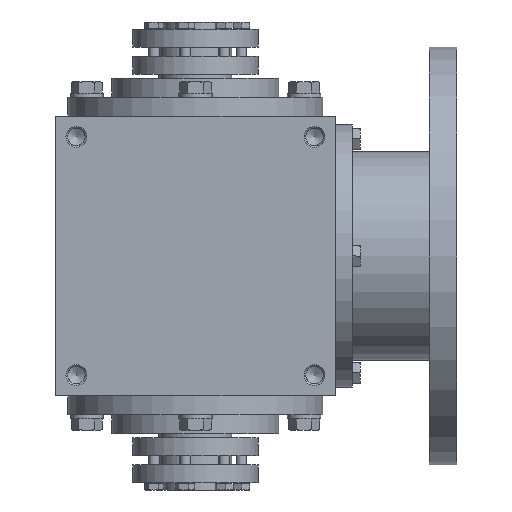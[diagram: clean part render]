
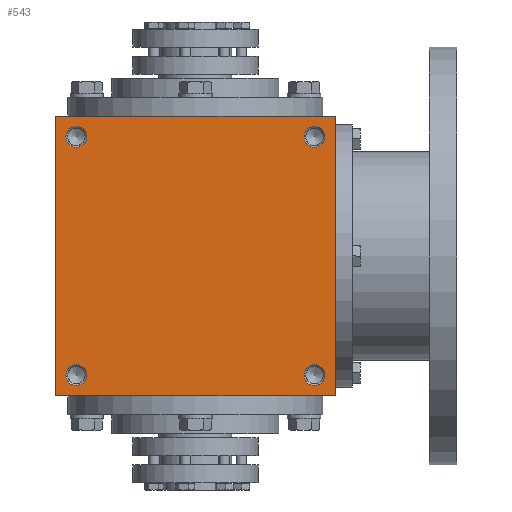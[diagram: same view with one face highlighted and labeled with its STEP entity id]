
A CAD part, front view. The second image highlights one B-rep face of the part: STEP entity #543.
In plain terms, the highlighted planar face has unit normal (0, -1, 0).
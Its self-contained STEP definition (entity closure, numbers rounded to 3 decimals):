
#543 = ADVANCED_FACE( '', ( #1250, #1251, #1252, #1253, #1254 ), #1255, .F. );
#1250 = FACE_BOUND( '', #2392, .T. );
#1251 = FACE_BOUND( '', #2393, .T. );
#1252 = FACE_BOUND( '', #2394, .T. );
#1253 = FACE_BOUND( '', #2395, .T. );
#1254 = FACE_OUTER_BOUND( '', #2396, .T. );
#1255 = PLANE( '', #2397 );
#2392 = EDGE_LOOP( '', ( #3555 ) );
#2393 = EDGE_LOOP( '', ( #3556 ) );
#2394 = EDGE_LOOP( '', ( #3557 ) );
#2395 = EDGE_LOOP( '', ( #3558 ) );
#2396 = EDGE_LOOP( '', ( #3559, #3560, #3561, #3562 ) );
#2397 = AXIS2_PLACEMENT_3D( '', #3563, #3564, #3565 );
#3555 = ORIENTED_EDGE( '', *, *, #5850, .T. );
#3556 = ORIENTED_EDGE( '', *, *, #5851, .T. );
#3557 = ORIENTED_EDGE( '', *, *, #5852, .F. );
#3558 = ORIENTED_EDGE( '', *, *, #5853, .F. );
#3559 = ORIENTED_EDGE( '', *, *, #5854, .T. );
#3560 = ORIENTED_EDGE( '', *, *, #5855, .F. );
#3561 = ORIENTED_EDGE( '', *, *, #5856, .F. );
#3562 = ORIENTED_EDGE( '', *, *, #5857, .T. );
#3563 = CARTESIAN_POINT( '', ( -67., -67., 67. ) );
#3564 = DIRECTION( '', ( 0., 1., 0. ) );
#3565 = DIRECTION( '', ( 0., 0., 1. ) );
#5850 = EDGE_CURVE( '', #6757, #6757, #6758, .T. );
#5851 = EDGE_CURVE( '', #6759, #6759, #6760, .T. );
#5852 = EDGE_CURVE( '', #6761, #6761, #6762, .T. );
#5853 = EDGE_CURVE( '', #6763, #6763, #6764, .T. );
#5854 = EDGE_CURVE( '', #6765, #6766, #6767, .T. );
#5855 = EDGE_CURVE( '', #6768, #6766, #6769, .T. );
#5856 = EDGE_CURVE( '', #6770, #6768, #6771, .T. );
#5857 = EDGE_CURVE( '', #6770, #6765, #6772, .T. );
#6757 = VERTEX_POINT( '', #8036 );
#6758 = CIRCLE( '', #8037, 5. );
#6759 = VERTEX_POINT( '', #8038 );
#6760 = CIRCLE( '', #8039, 5. );
#6761 = VERTEX_POINT( '', #8040 );
#6762 = CIRCLE( '', #8041, 5. );
#6763 = VERTEX_POINT( '', #8042 );
#6764 = CIRCLE( '', #8043, 5. );
#6765 = VERTEX_POINT( '', #8044 );
#6766 = VERTEX_POINT( '', #8045 );
#6767 = LINE( '', #8046, #8047 );
#6768 = VERTEX_POINT( '', #8048 );
#6769 = LINE( '', #8049, #8050 );
#6770 = VERTEX_POINT( '', #8051 );
#6771 = LINE( '', #8052, #8053 );
#6772 = LINE( '', #8054, #8055 );
#8036 = CARTESIAN_POINT( '', ( -57., -67., -52. ) );
#8037 = AXIS2_PLACEMENT_3D( '', #9842, #9843, #9844 );
#8038 = CARTESIAN_POINT( '', ( -57., -67., 62. ) );
#8039 = AXIS2_PLACEMENT_3D( '', #9845, #9846, #9847 );
#8040 = CARTESIAN_POINT( '', ( 57., -67., -62. ) );
#8041 = AXIS2_PLACEMENT_3D( '', #9848, #9849, #9850 );
#8042 = CARTESIAN_POINT( '', ( 57., -67., 52. ) );
#8043 = AXIS2_PLACEMENT_3D( '', #9851, #9852, #9853 );
#8044 = CARTESIAN_POINT( '', ( -67., -67., -67. ) );
#8045 = CARTESIAN_POINT( '', ( 67., -67., -67. ) );
#8046 = CARTESIAN_POINT( '', ( -67., -67., -67. ) );
#8047 = VECTOR( '', #9854, 1000. );
#8048 = CARTESIAN_POINT( '', ( 67., -67., 67. ) );
#8049 = CARTESIAN_POINT( '', ( 67., -67., 67. ) );
#8050 = VECTOR( '', #9855, 1000. );
#8051 = CARTESIAN_POINT( '', ( -67., -67., 67. ) );
#8052 = CARTESIAN_POINT( '', ( -67., -67., 67. ) );
#8053 = VECTOR( '', #9856, 1000. );
#8054 = CARTESIAN_POINT( '', ( -67., -67., 67. ) );
#8055 = VECTOR( '', #9857, 1000. );
#9842 = CARTESIAN_POINT( '', ( -57., -67., -57. ) );
#9843 = DIRECTION( '', ( 0., 1., 0. ) );
#9844 = DIRECTION( '', ( 0., 0., 1. ) );
#9845 = CARTESIAN_POINT( '', ( -57., -67., 57. ) );
#9846 = DIRECTION( '', ( 0., 1., 0. ) );
#9847 = DIRECTION( '', ( 0., 0., 1. ) );
#9848 = CARTESIAN_POINT( '', ( 57., -67., -57. ) );
#9849 = DIRECTION( '', ( 0., -1., 0. ) );
#9850 = DIRECTION( '', ( 0., 0., -1. ) );
#9851 = CARTESIAN_POINT( '', ( 57., -67., 57. ) );
#9852 = DIRECTION( '', ( 0., -1., 0. ) );
#9853 = DIRECTION( '', ( 0., 0., -1. ) );
#9854 = DIRECTION( '', ( 1., 0., 0. ) );
#9855 = DIRECTION( '', ( 0., 0., -1. ) );
#9856 = DIRECTION( '', ( 1., 0., 0. ) );
#9857 = DIRECTION( '', ( 0., 0., -1. ) );
